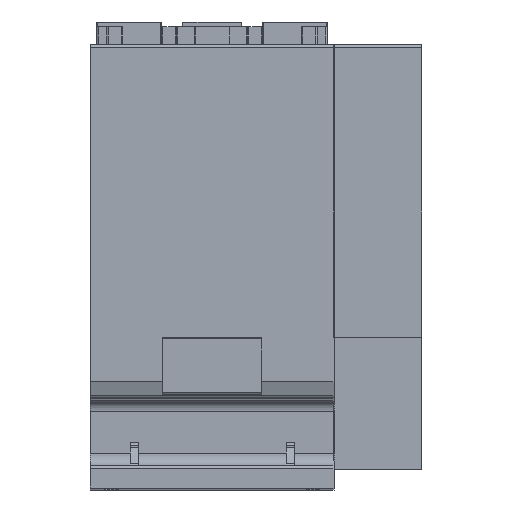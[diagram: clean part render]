
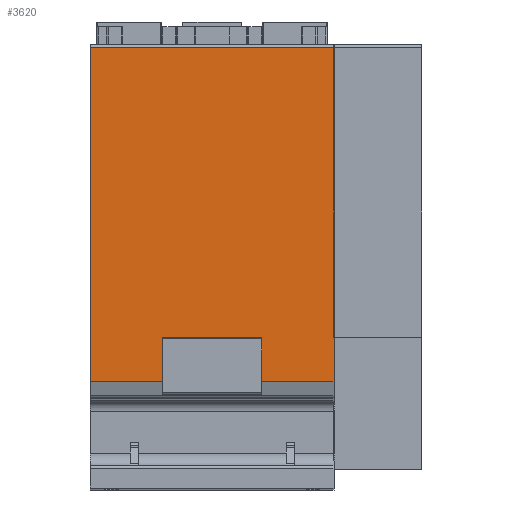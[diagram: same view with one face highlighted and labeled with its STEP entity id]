
A CAD part, front view. The second image highlights one B-rep face of the part: STEP entity #3620.
In plain terms, the highlighted planar face has unit normal (0, -1, 0).
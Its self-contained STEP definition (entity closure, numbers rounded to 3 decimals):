
#281=FACE_OUTER_BOUND('',#543,.T.);
#543=EDGE_LOOP('',(#2704,#2705,#2706,#2707));
#952=VERTEX_POINT('',#9361);
#953=VERTEX_POINT('',#9363);
#954=VERTEX_POINT('',#9367);
#955=VERTEX_POINT('',#9369);
#1577=EDGE_CURVE('',#952,#953,#4934,.T.);
#1578=EDGE_CURVE('',#954,#952,#4935,.T.);
#1579=EDGE_CURVE('',#955,#953,#4936,.T.);
#1580=EDGE_CURVE('',#954,#955,#4937,.T.);
#2704=ORIENTED_EDGE('',*,*,#1578,.T.);
#2705=ORIENTED_EDGE('',*,*,#1577,.T.);
#2706=ORIENTED_EDGE('',*,*,#1579,.F.);
#2707=ORIENTED_EDGE('',*,*,#1580,.F.);
#3396=PLANE('',#6243);
#3620=ADVANCED_FACE('',(#281),#3396,.T.);
#4934=LINE('',#9365,#5632);
#4935=LINE('',#9368,#5633);
#4936=LINE('',#9370,#5634);
#4937=LINE('',#9371,#5635);
#5632=VECTOR('',#7437,1.);
#5633=VECTOR('',#7440,1.);
#5634=VECTOR('',#7441,1.);
#5635=VECTOR('',#7442,1.);
#6243=AXIS2_PLACEMENT_3D('',#9366,#7438,#7439);
#7437=DIRECTION('',(-1.,0.,0.));
#7438=DIRECTION('center_axis',(0.,-1.,0.));
#7439=DIRECTION('ref_axis',(0.,0.,1.));
#7440=DIRECTION('',(0.,0.,1.));
#7441=DIRECTION('',(0.,0.,1.));
#7442=DIRECTION('',(-1.,0.,0.));
#9361=CARTESIAN_POINT('',(75.,-73.,136.099));
#9363=CARTESIAN_POINT('',(0.,-73.,136.099));
#9365=CARTESIAN_POINT('',(75.,-73.,136.099));
#9366=CARTESIAN_POINT('Origin',(75.,-73.,33.301));
#9367=CARTESIAN_POINT('',(75.,-73.,33.301));
#9368=CARTESIAN_POINT('',(75.,-73.,33.301));
#9369=CARTESIAN_POINT('',(0.,-73.,33.301));
#9370=CARTESIAN_POINT('',(0.,-73.,33.301));
#9371=CARTESIAN_POINT('',(75.,-73.,33.301));
